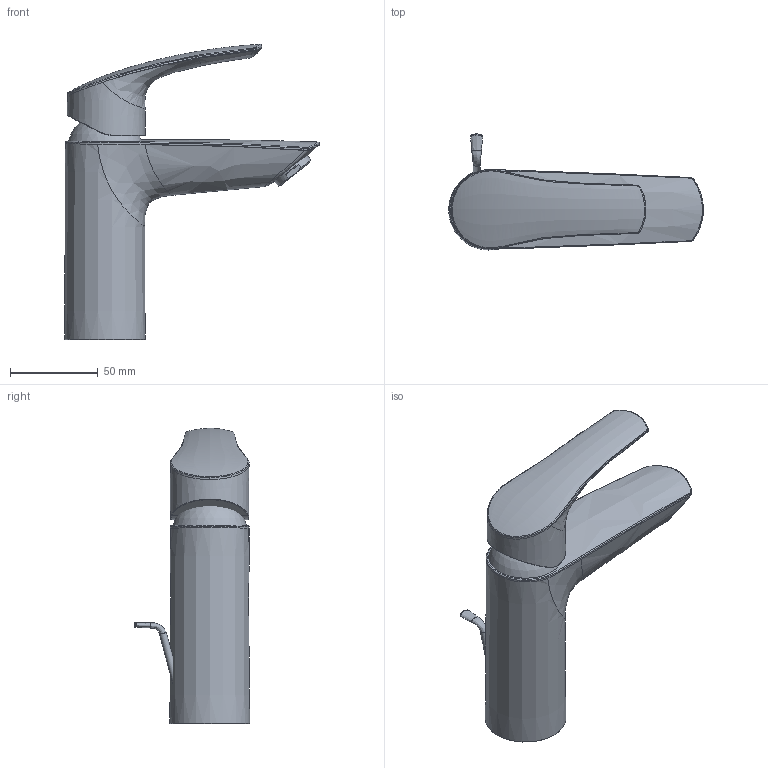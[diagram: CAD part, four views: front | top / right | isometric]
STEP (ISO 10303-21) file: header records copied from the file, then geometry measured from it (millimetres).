
FILE_DESCRIPTION(/* description */ ('Unknown'),/* implementation_level */ '2;1');
FILE_NAME(/* name */ '32926003',/* time_stamp */ '2022-08-29T12:18:18+02:00',/* author */ ('Unknown'),/* organization */ ('GROHE AG'),/* preprocessor_version */ 'ST-DEVELOPER v16.7',/* originating_system */ 'DEX',/* authorisation */ $);
FILE_SCHEMA (('AUTOMOTIVE_DESIGN {1 0 10303 214 3 1 1}'));
Length unit declared in the file: millimetre
Products named in the file (4): 32926003; id11; 40.2951.24300; EuroSmart Evolution_+5mm_20190927
Assembly tree (3 placements, depth 2):
  32926003
    id11
    40.2951.24300
    EuroSmart Evolution_+5mm_20190927
Bounding box: 145.57 x 66.23 x 168.78 mm (x, y, z)
Surface area: 46018 mm2 (no closed solid volume)
Topology: 0 solids, 22 shells, 423 faces, 2192 edges, 1699 vertices
Faces by surface type: cylinder 203, plane 134, bspline 65, cone 16, torus 4, sphere 1
Full cylindrical faces by diameter (mm): 4 x1, 15.7 x1, 17.75 x1, 20.15 x1, 23.87 x1, 41.9 x1
Entity records: 28000 total; most frequent: CARTESIAN_POINT 12771, ORIENTED_EDGE 2853, DIRECTION 2555, EDGE_CURVE 2161, VERTEX_POINT 1688, LINE 1351, VECTOR 1351, AXIS2_PLACEMENT_3D 602
